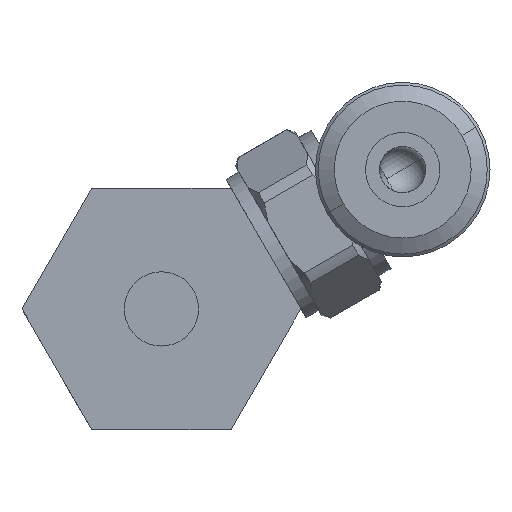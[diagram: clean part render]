
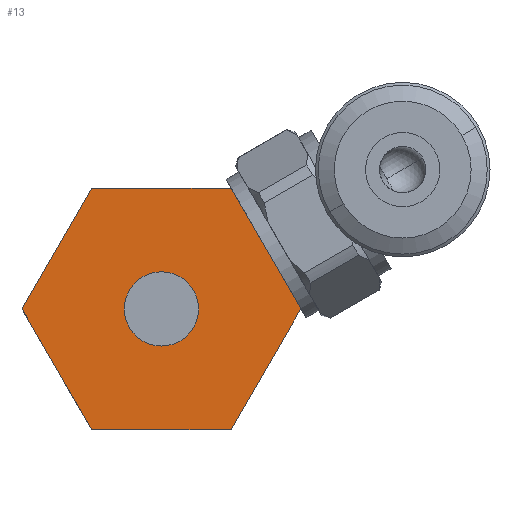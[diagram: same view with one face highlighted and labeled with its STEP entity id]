
A CAD part, left-side view. The second image highlights one B-rep face of the part: STEP entity #13.
In plain terms, the highlighted planar face has unit normal (-1, 0, 0).
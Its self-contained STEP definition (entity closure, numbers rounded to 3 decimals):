
#2 = DIRECTION ( 'NONE',  ( 0., 1., 0. ) ) ;
#13 = ADVANCED_FACE ( 'NONE', ( #2609, #2151 ), #2814, .F. ) ;
#30 = CARTESIAN_POINT ( 'NONE',  ( -24.5, 7.506, 0. ) ) ;
#92 = ORIENTED_EDGE ( 'NONE', *, *, #382, .T. ) ;
#112 = ORIENTED_EDGE ( 'NONE', *, *, #1548, .T. ) ;
#144 = VERTEX_POINT ( 'NONE', #2588 ) ;
#178 = ORIENTED_EDGE ( 'NONE', *, *, #1099, .T. ) ;
#205 = DIRECTION ( 'NONE',  ( 1., 0., 0. ) ) ;
#210 = ORIENTED_EDGE ( 'NONE', *, *, #2967, .T. ) ;
#217 = DIRECTION ( 'NONE',  ( 0., 0.5, 0.866 ) ) ;
#382 = EDGE_CURVE ( 'NONE', #2844, #1616, #545, .T. ) ;
#396 = CARTESIAN_POINT ( 'NONE',  ( -24.5, -3.753, 6.5 ) ) ;
#459 = VECTOR ( 'NONE', #2374, 1000. ) ;
#470 = DIRECTION ( 'NONE',  ( 1., 0., 0. ) ) ;
#474 = LINE ( 'NONE', #2507, #476 ) ;
#476 = VECTOR ( 'NONE', #217, 1000. ) ;
#493 = EDGE_LOOP ( 'NONE', ( #210, #178 ) ) ;
#545 = LINE ( 'NONE', #396, #600 ) ;
#600 = VECTOR ( 'NONE', #2370, 1000. ) ;
#601 = VERTEX_POINT ( 'NONE', #1458 ) ;
#607 = LINE ( 'NONE', #2542, #459 ) ;
#695 = VERTEX_POINT ( 'NONE', #1190 ) ;
#716 = EDGE_CURVE ( 'NONE', #1616, #1921, #1831, .T. ) ;
#745 = DIRECTION ( 'NONE',  ( 1., 0., 0. ) ) ;
#754 = CARTESIAN_POINT ( 'NONE',  ( -24.5, 3.753, -6.5 ) ) ;
#816 = ORIENTED_EDGE ( 'NONE', *, *, #2198, .T. ) ;
#892 = VECTOR ( 'NONE', #2736, 1000. ) ;
#954 = VECTOR ( 'NONE', #1406, 1000. ) ;
#955 = CARTESIAN_POINT ( 'NONE',  ( -24.5, -7.506, 0. ) ) ;
#974 = LINE ( 'NONE', #754, #892 ) ;
#1002 = LINE ( 'NONE', #1035, #954 ) ;
#1035 = CARTESIAN_POINT ( 'NONE',  ( -24.5, 7.506, 0. ) ) ;
#1049 = CIRCLE ( 'NONE', #2792, 2. ) ;
#1099 = EDGE_CURVE ( 'NONE', #601, #695, #2096, .T. ) ;
#1165 = ORIENTED_EDGE ( 'NONE', *, *, #1395, .T. ) ;
#1190 = CARTESIAN_POINT ( 'NONE',  ( -24.5, 0., -2. ) ) ;
#1340 = CARTESIAN_POINT ( 'NONE',  ( -24.5, 0., 0. ) ) ;
#1395 = EDGE_CURVE ( 'NONE', #2659, #144, #974, .T. ) ;
#1405 = VECTOR ( 'NONE', #3046, 1000. ) ;
#1406 = DIRECTION ( 'NONE',  ( 0., -0.5, -0.866 ) ) ;
#1458 = CARTESIAN_POINT ( 'NONE',  ( -24.5, 0., 2. ) ) ;
#1548 = EDGE_CURVE ( 'NONE', #1888, #2844, #474, .T. ) ;
#1560 = EDGE_LOOP ( 'NONE', ( #112, #92, #2259, #2021, #1165, #816 ) ) ;
#1616 = VERTEX_POINT ( 'NONE', #2692 ) ;
#1796 = CARTESIAN_POINT ( 'NONE',  ( -24.5, -3.753, 6.5 ) ) ;
#1831 = LINE ( 'NONE', #2086, #1405 ) ;
#1839 = AXIS2_PLACEMENT_3D ( 'NONE', #2028, #745, #2 ) ;
#1876 = CARTESIAN_POINT ( 'NONE',  ( -24.5, 0., 0. ) ) ;
#1888 = VERTEX_POINT ( 'NONE', #955 ) ;
#1895 = CARTESIAN_POINT ( 'NONE',  ( -24.5, 3.753, -6.5 ) ) ;
#1921 = VERTEX_POINT ( 'NONE', #30 ) ;
#2007 = DIRECTION ( 'NONE',  ( 0., 1., 0. ) ) ;
#2021 = ORIENTED_EDGE ( 'NONE', *, *, #2994, .T. ) ;
#2028 = CARTESIAN_POINT ( 'NONE',  ( -24.5, -11.258, -6.499 ) ) ;
#2085 = DIRECTION ( 'NONE',  ( 0., 1., 0. ) ) ;
#2086 = CARTESIAN_POINT ( 'NONE',  ( -24.5, 3.753, 6.5 ) ) ;
#2096 = CIRCLE ( 'NONE', #2390, 2. ) ;
#2151 = FACE_OUTER_BOUND ( 'NONE', #1560, .T. ) ;
#2198 = EDGE_CURVE ( 'NONE', #144, #1888, #607, .T. ) ;
#2259 = ORIENTED_EDGE ( 'NONE', *, *, #716, .T. ) ;
#2370 = DIRECTION ( 'NONE',  ( 0., 1., 0. ) ) ;
#2374 = DIRECTION ( 'NONE',  ( 0., -0.5, 0.866 ) ) ;
#2390 = AXIS2_PLACEMENT_3D ( 'NONE', #1876, #205, #2085 ) ;
#2507 = CARTESIAN_POINT ( 'NONE',  ( -24.5, -7.506, 0. ) ) ;
#2542 = CARTESIAN_POINT ( 'NONE',  ( -24.5, -3.753, -6.5 ) ) ;
#2588 = CARTESIAN_POINT ( 'NONE',  ( -24.5, -3.753, -6.5 ) ) ;
#2609 = FACE_BOUND ( 'NONE', #493, .T. ) ;
#2659 = VERTEX_POINT ( 'NONE', #1895 ) ;
#2692 = CARTESIAN_POINT ( 'NONE',  ( -24.5, 3.753, 6.5 ) ) ;
#2736 = DIRECTION ( 'NONE',  ( 0., -1., 0. ) ) ;
#2792 = AXIS2_PLACEMENT_3D ( 'NONE', #1340, #470, #2007 ) ;
#2814 = PLANE ( 'NONE',  #1839 ) ;
#2844 = VERTEX_POINT ( 'NONE', #1796 ) ;
#2967 = EDGE_CURVE ( 'NONE', #695, #601, #1049, .T. ) ;
#2994 = EDGE_CURVE ( 'NONE', #1921, #2659, #1002, .T. ) ;
#3046 = DIRECTION ( 'NONE',  ( 0., 0.5, -0.866 ) ) ;
